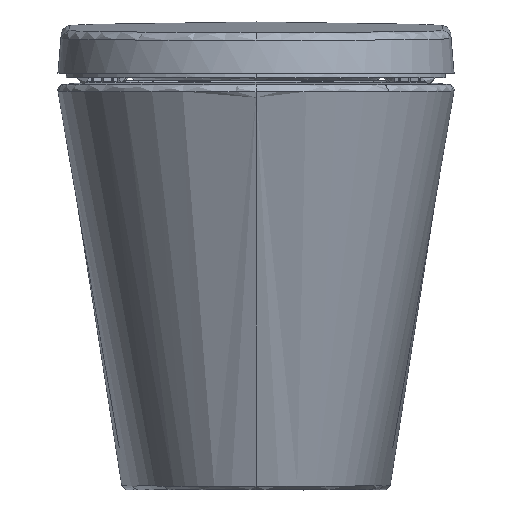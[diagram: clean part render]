
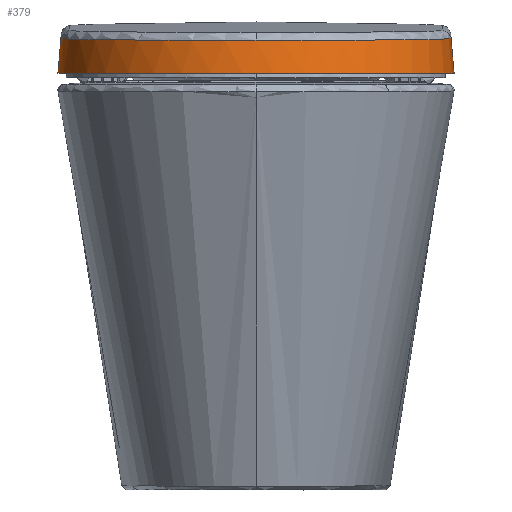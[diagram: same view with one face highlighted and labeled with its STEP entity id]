
A CAD part, front view. The second image highlights one B-rep face of the part: STEP entity #379.
In plain terms, the highlighted free-form (B-spline) face has degree [2, 1] with [9, 2] control points.
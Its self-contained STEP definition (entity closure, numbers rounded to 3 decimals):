
#379=ADVANCED_FACE('',(#2033),#24059,.T.);
#2033=FACE_OUTER_BOUND('',#3690,.T.);
#3690=EDGE_LOOP('',(#5626,#5627,#5628,#5629,#5630));
#5626=ORIENTED_EDGE('',*,*,#13600,.T.);
#5627=ORIENTED_EDGE('',*,*,#13595,.T.);
#5628=ORIENTED_EDGE('',*,*,#13596,.F.);
#5629=ORIENTED_EDGE('',*,*,#13597,.T.);
#5630=ORIENTED_EDGE('',*,*,#13601,.T.);
#13595=EDGE_CURVE('',#21642,#21635,#18709,.T.);
#13596=EDGE_CURVE('',#21634,#21635,#17554,.T.);
#13597=EDGE_CURVE('',#21634,#21643,#18710,.T.);
#13600=EDGE_CURVE('',#21641,#21642,#18712,.T.);
#13601=EDGE_CURVE('',#21643,#21641,#18713,.T.);
#17554=(
BOUNDED_CURVE()
B_SPLINE_CURVE(2,(#31945,#31946,#31947,#31948,#31949),.UNSPECIFIED.,.F.,
 .F.)
B_SPLINE_CURVE_WITH_KNOTS((3,2,3),(-724.,-362.,0.),.UNSPECIFIED.)
CURVE()
GEOMETRIC_REPRESENTATION_ITEM()
RATIONAL_B_SPLINE_CURVE((1.,0.707,1.,0.707,1.))
REPRESENTATION_ITEM('')
);
#18709=B_SPLINE_CURVE_WITH_KNOTS('',1,(#31943,#31944),.UNSPECIFIED.,.F.,
 .F.,(2,2),(0.,32.505),.UNSPECIFIED.);
#18710=B_SPLINE_CURVE_WITH_KNOTS('',1,(#31950,#31951),.UNSPECIFIED.,.F.,
 .F.,(2,2),(0.,32.505),.UNSPECIFIED.);
#18712=B_SPLINE_CURVE_WITH_KNOTS('',3,(#31970,#31971,#31972,#31973,#31974,
#31975,#31976,#31977,#31978,#31979,#31980,#31981,#31982,#31983,#31984),
 .UNSPECIFIED.,.F.,.F.,(4,1,1,1,1,1,1,1,1,1,1,1,4),(-280.669,-257.28,
-233.891,-210.502,-187.113,-163.724,
-140.334,-116.945,-93.556,-70.167,
-46.778,-23.389,0.),.UNSPECIFIED.);
#18713=B_SPLINE_CURVE_WITH_KNOTS('',3,(#31985,#31986,#31987,#31988,#31989,
#31990,#31991,#31992,#31993,#31994,#31995,#31996,#31997,#31998,#31999),
 .UNSPECIFIED.,.F.,.F.,(4,1,1,1,1,1,1,1,1,1,1,1,4),(-280.669,-257.28,
-233.891,-210.502,-187.113,-163.724,
-140.334,-116.945,-93.556,-70.167,
-46.778,-23.389,0.),.UNSPECIFIED.);
#21634=VERTEX_POINT('',#31279);
#21635=VERTEX_POINT('',#31280);
#21641=VERTEX_POINT('',#31286);
#21642=VERTEX_POINT('',#31287);
#21643=VERTEX_POINT('',#31288);
#24059=(
BOUNDED_SURFACE()
B_SPLINE_SURFACE(2,1,((#27863,#27864),(#27865,#27866),(#27867,#27868),(#27869,
#27870),(#27871,#27872),(#27873,#27874),(#27875,#27876),(#27877,#27878),
(#27879,#27880)),.UNSPECIFIED.,.T.,.F.,.F.)
B_SPLINE_SURFACE_WITH_KNOTS((3,2,2,2,3),(2,2),(0.,284.861,569.722,
854.582,1139.443),(0.,40.491),.UNSPECIFIED.)
GEOMETRIC_REPRESENTATION_ITEM()
RATIONAL_B_SPLINE_SURFACE(((1.,1.),(0.707,0.707),
(1.,1.),(0.707,0.707),(1.,1.),(0.707,
0.707),(1.,1.),(0.707,0.707),(1.,1.)))
REPRESENTATION_ITEM('')
SURFACE()
);
#27863=CARTESIAN_POINT('',(0.,-180.798,416.925));
#27864=CARTESIAN_POINT('',(0.,-177.269,376.588));
#27865=CARTESIAN_POINT('',(177.819,-180.798,416.925));
#27866=CARTESIAN_POINT('',(181.348,-177.269,376.588));
#27867=CARTESIAN_POINT('',(177.819,-358.617,416.925));
#27868=CARTESIAN_POINT('',(181.348,-358.617,376.588));
#27869=CARTESIAN_POINT('',(177.819,-536.436,416.925));
#27870=CARTESIAN_POINT('',(181.348,-539.965,376.588));
#27871=CARTESIAN_POINT('',(0.,-536.436,416.925));
#27872=CARTESIAN_POINT('',(0.,-539.965,376.588));
#27873=CARTESIAN_POINT('',(-177.819,-536.436,416.925));
#27874=CARTESIAN_POINT('',(-181.348,-539.965,376.588));
#27875=CARTESIAN_POINT('',(-177.819,-358.617,416.925));
#27876=CARTESIAN_POINT('',(-181.348,-358.617,376.588));
#27877=CARTESIAN_POINT('',(-177.819,-180.798,416.925));
#27878=CARTESIAN_POINT('',(-181.348,-177.269,376.588));
#27879=CARTESIAN_POINT('',(0.,-180.798,416.925));
#27880=CARTESIAN_POINT('',(0.,-177.269,376.588));
#31279=CARTESIAN_POINT('',(181.,-358.617,380.566));
#31280=CARTESIAN_POINT('',(-181.,-358.617,380.566));
#31286=CARTESIAN_POINT('',(0.,-536.947,411.085));
#31287=CARTESIAN_POINT('',(-178.167,-358.617,412.947));
#31288=CARTESIAN_POINT('',(178.167,-358.617,412.947));
#31943=CARTESIAN_POINT('',(-178.167,-358.617,412.947));
#31944=CARTESIAN_POINT('',(-181.,-358.617,380.566));
#31945=CARTESIAN_POINT('',(181.,-358.617,380.566));
#31946=CARTESIAN_POINT('',(181.,-539.617,380.566));
#31947=CARTESIAN_POINT('',(0.,-539.617,380.566));
#31948=CARTESIAN_POINT('',(-181.,-539.617,380.566));
#31949=CARTESIAN_POINT('',(-181.,-358.617,380.566));
#31950=CARTESIAN_POINT('',(181.,-358.617,380.566));
#31951=CARTESIAN_POINT('',(178.167,-358.617,412.947));
#31970=CARTESIAN_POINT('',(0.,-536.947,411.085));
#31971=CARTESIAN_POINT('',(-5.88,-536.947,411.085));
#31972=CARTESIAN_POINT('',(-18.535,-536.383,411.084));
#31973=CARTESIAN_POINT('',(-40.445,-532.817,411.078));
#31974=CARTESIAN_POINT('',(-63.275,-525.936,411.071));
#31975=CARTESIAN_POINT('',(-85.516,-515.73,411.074));
#31976=CARTESIAN_POINT('',(-105.746,-502.874,411.098));
#31977=CARTESIAN_POINT('',(-124.187,-487.342,411.157));
#31978=CARTESIAN_POINT('',(-140.308,-469.527,411.266));
#31979=CARTESIAN_POINT('',(-153.892,-449.722,411.439));
#31980=CARTESIAN_POINT('',(-164.711,-428.229,411.688));
#31981=CARTESIAN_POINT('',(-172.522,-405.516,412.021));
#31982=CARTESIAN_POINT('',(-177.186,-382.11,412.438));
#31983=CARTESIAN_POINT('',(-178.182,-366.42,412.77));
#31984=CARTESIAN_POINT('',(-178.167,-358.617,412.947));
#31985=CARTESIAN_POINT('',(178.167,-358.617,412.947));
#31986=CARTESIAN_POINT('',(178.182,-366.42,412.77));
#31987=CARTESIAN_POINT('',(177.186,-382.11,412.438));
#31988=CARTESIAN_POINT('',(172.522,-405.516,412.021));
#31989=CARTESIAN_POINT('',(164.711,-428.229,411.688));
#31990=CARTESIAN_POINT('',(153.892,-449.722,411.439));
#31991=CARTESIAN_POINT('',(140.308,-469.527,411.266));
#31992=CARTESIAN_POINT('',(124.187,-487.342,411.157));
#31993=CARTESIAN_POINT('',(105.746,-502.874,411.098));
#31994=CARTESIAN_POINT('',(85.516,-515.73,411.074));
#31995=CARTESIAN_POINT('',(63.275,-525.936,411.071));
#31996=CARTESIAN_POINT('',(40.445,-532.817,411.078));
#31997=CARTESIAN_POINT('',(18.535,-536.383,411.084));
#31998=CARTESIAN_POINT('',(5.88,-536.947,411.085));
#31999=CARTESIAN_POINT('',(0.,-536.947,411.085));
